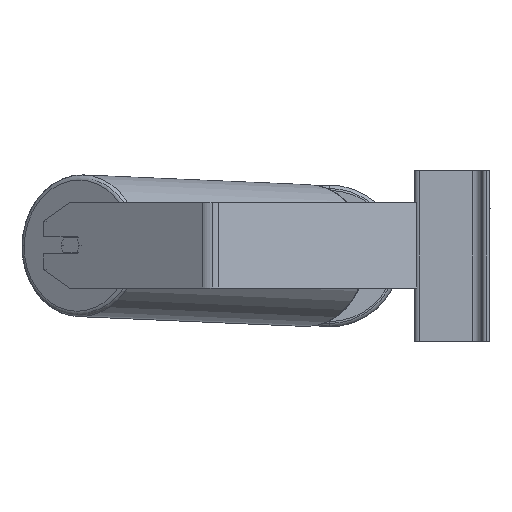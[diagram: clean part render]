
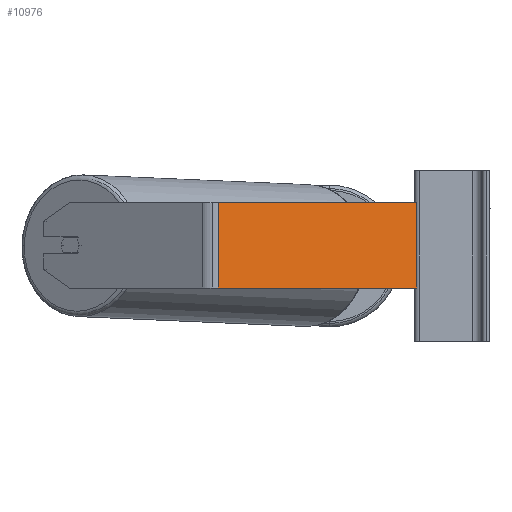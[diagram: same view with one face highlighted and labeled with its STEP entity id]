
A CAD part, left-side view. The second image highlights one B-rep face of the part: STEP entity #10976.
In plain terms, the highlighted planar face has unit normal (-0.94, -0.342, 0).
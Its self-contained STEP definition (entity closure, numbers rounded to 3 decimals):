
#168 = DIRECTION ( 'NONE',  ( 0., 0., -1. ) ) ;
#396 = CARTESIAN_POINT ( 'NONE',  ( -658.152, 210.016, 50. ) ) ;
#528 = VERTEX_POINT ( 'NONE', #6958 ) ;
#682 = VECTOR ( 'NONE', #8563, 1000. ) ;
#858 = CARTESIAN_POINT ( 'NONE',  ( -658.152, 210.016, 50. ) ) ;
#2002 = DIRECTION ( 'NONE',  ( 0.94, 0.342, 0. ) ) ;
#2589 = CARTESIAN_POINT ( 'NONE',  ( -587.518, 15.948, 50. ) ) ;
#2875 = EDGE_CURVE ( 'NONE', #5440, #8499, #6914, .T. ) ;
#2967 = CARTESIAN_POINT ( 'NONE',  ( -587.518, 15.948, -30. ) ) ;
#3576 = LINE ( 'NONE', #2589, #682 ) ;
#3721 = PLANE ( 'NONE',  #10141 ) ;
#4262 = CARTESIAN_POINT ( 'NONE',  ( -658.152, 210.016, -30. ) ) ;
#4318 = DIRECTION ( 'NONE',  ( 0.342, -0.94, 0. ) ) ;
#4403 = DIRECTION ( 'NONE',  ( 0.342, -0.94, 0. ) ) ;
#4598 = DIRECTION ( 'NONE',  ( -0.342, 0.94, 0. ) ) ;
#4773 = VECTOR ( 'NONE', #4318, 1000. ) ;
#5206 = EDGE_CURVE ( 'NONE', #6225, #8499, #3576, .T. ) ;
#5310 = ORIENTED_EDGE ( 'NONE', *, *, #7917, .F. ) ;
#5361 = ORIENTED_EDGE ( 'NONE', *, *, #9992, .T. ) ;
#5422 = CARTESIAN_POINT ( 'NONE',  ( -655.304, 202.189, 50. ) ) ;
#5440 = VERTEX_POINT ( 'NONE', #8431 ) ;
#5794 = CARTESIAN_POINT ( 'NONE',  ( -587.518, 15.948, 50. ) ) ;
#6225 = VERTEX_POINT ( 'NONE', #5794 ) ;
#6914 = LINE ( 'NONE', #4262, #4773 ) ;
#6958 = CARTESIAN_POINT ( 'NONE',  ( -655.304, 202.189, 50. ) ) ;
#7030 = LINE ( 'NONE', #5422, #11012 ) ;
#7330 = ORIENTED_EDGE ( 'NONE', *, *, #5206, .F. ) ;
#7896 = EDGE_LOOP ( 'NONE', ( #8760, #7330, #5310, #5361 ) ) ;
#7917 = EDGE_CURVE ( 'NONE', #528, #6225, #10171, .T. ) ;
#8431 = CARTESIAN_POINT ( 'NONE',  ( -655.304, 202.189, -30. ) ) ;
#8499 = VERTEX_POINT ( 'NONE', #2967 ) ;
#8563 = DIRECTION ( 'NONE',  ( 0., 0., -1. ) ) ;
#8754 = FACE_OUTER_BOUND ( 'NONE', #7896, .T. ) ;
#8760 = ORIENTED_EDGE ( 'NONE', *, *, #2875, .T. ) ;
#9992 = EDGE_CURVE ( 'NONE', #528, #5440, #7030, .T. ) ;
#10141 = AXIS2_PLACEMENT_3D ( 'NONE', #396, #2002, #4598 ) ;
#10171 = LINE ( 'NONE', #858, #10416 ) ;
#10416 = VECTOR ( 'NONE', #4403, 1000. ) ;
#10976 = ADVANCED_FACE ( 'NONE', ( #8754 ), #3721, .F. ) ;
#11012 = VECTOR ( 'NONE', #168, 1000. ) ;
